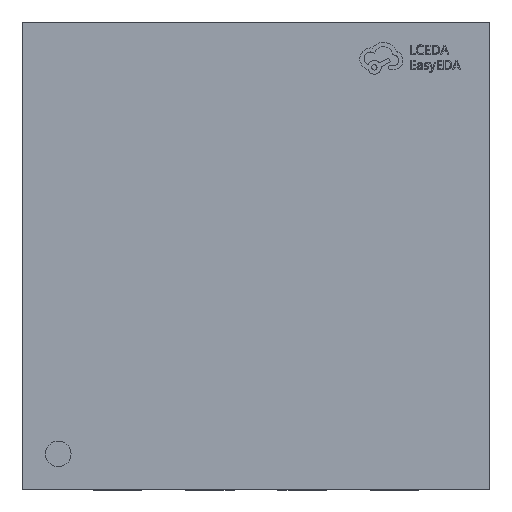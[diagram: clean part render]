
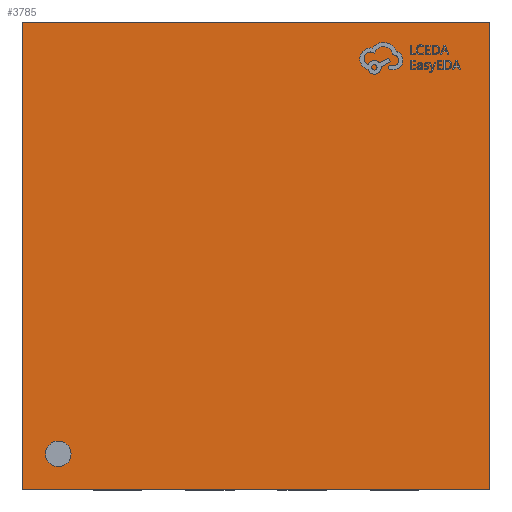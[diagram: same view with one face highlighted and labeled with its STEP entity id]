
A CAD part, top view. The second image highlights one B-rep face of the part: STEP entity #3785.
In plain terms, the highlighted planar face has unit normal (0, 0, 1).
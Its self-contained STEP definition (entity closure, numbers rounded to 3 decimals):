
#41 = CARTESIAN_POINT ( 'NONE',  ( -1.65, 1.65, 1. ) ) ;
#208 = LINE ( 'NONE', #13117, #15805 ) ;
#442 = DIRECTION ( 'NONE',  ( 0., 0., 1. ) ) ;
#870 = CARTESIAN_POINT ( 'NONE',  ( 1.65, -1.65, 1. ) ) ;
#1007 = LINE ( 'NONE', #7320, #9108 ) ;
#1228 = DIRECTION ( 'NONE',  ( 1., 0., 0. ) ) ;
#1701 = VERTEX_POINT ( 'NONE', #870 ) ;
#1709 = CARTESIAN_POINT ( 'NONE',  ( -1.305, -1.398, 1. ) ) ;
#1868 = DIRECTION ( 'NONE',  ( 1., 0., 0. ) ) ;
#2519 = DIRECTION ( 'NONE',  ( 0., 0., -1. ) ) ;
#3221 = CARTESIAN_POINT ( 'NONE',  ( -1.65, -1.65, 1. ) ) ;
#3441 = ORIENTED_EDGE ( 'NONE', *, *, #15539, .F. ) ;
#3523 = ORIENTED_EDGE ( 'NONE', *, *, #4618, .T. ) ;
#3524 = FACE_OUTER_BOUND ( 'NONE', #11210, .T. ) ;
#3583 = DIRECTION ( 'NONE',  ( -1., 0., 0. ) ) ;
#3672 = DIRECTION ( 'NONE',  ( 0., -1., 0. ) ) ;
#3785 = ADVANCED_FACE ( 'NONE', ( #13522, #3524 ), #8606, .F. ) ;
#4523 = CIRCLE ( 'NONE', #13831, 0.09 ) ;
#4618 = EDGE_CURVE ( 'NONE', #6337, #5318, #1007, .T. ) ;
#5273 = DIRECTION ( 'NONE',  ( -1., 0., 0. ) ) ;
#5318 = VERTEX_POINT ( 'NONE', #41 ) ;
#5608 = AXIS2_PLACEMENT_3D ( 'NONE', #12758, #2519, #5273 ) ;
#5813 = VECTOR ( 'NONE', #9293, 1000. ) ;
#6231 = VERTEX_POINT ( 'NONE', #1709 ) ;
#6337 = VERTEX_POINT ( 'NONE', #16129 ) ;
#6931 = EDGE_CURVE ( 'NONE', #7783, #1701, #14638, .T. ) ;
#7098 = EDGE_CURVE ( 'NONE', #8410, #6231, #11601, .T. ) ;
#7181 = ORIENTED_EDGE ( 'NONE', *, *, #8329, .T. ) ;
#7320 = CARTESIAN_POINT ( 'NONE',  ( -1.65, 1.65, 1. ) ) ;
#7783 = VERTEX_POINT ( 'NONE', #3221 ) ;
#8329 = EDGE_CURVE ( 'NONE', #1701, #6337, #208, .T. ) ;
#8354 = CARTESIAN_POINT ( 'NONE',  ( -1.395, -1.398, 1. ) ) ;
#8410 = VERTEX_POINT ( 'NONE', #13289 ) ;
#8606 = PLANE ( 'NONE',  #5608 ) ;
#8966 = CARTESIAN_POINT ( 'NONE',  ( -1.395, -1.398, 1. ) ) ;
#9108 = VECTOR ( 'NONE', #3583, 1000. ) ;
#9293 = DIRECTION ( 'NONE',  ( 1., 0., 0. ) ) ;
#9692 = CARTESIAN_POINT ( 'NONE',  ( -1.65, -1.65, 1. ) ) ;
#9925 = ORIENTED_EDGE ( 'NONE', *, *, #7098, .F. ) ;
#11133 = EDGE_LOOP ( 'NONE', ( #3441, #9925 ) ) ;
#11210 = EDGE_LOOP ( 'NONE', ( #7181, #3523, #12327, #15313 ) ) ;
#11334 = AXIS2_PLACEMENT_3D ( 'NONE', #8354, #442, #1868 ) ;
#11601 = CIRCLE ( 'NONE', #11334, 0.09 ) ;
#12327 = ORIENTED_EDGE ( 'NONE', *, *, #14019, .T. ) ;
#12619 = DIRECTION ( 'NONE',  ( 0., 0., 1. ) ) ;
#12758 = CARTESIAN_POINT ( 'NONE',  ( 0., 0., 1. ) ) ;
#13117 = CARTESIAN_POINT ( 'NONE',  ( 1.65, -1.65, 1. ) ) ;
#13289 = CARTESIAN_POINT ( 'NONE',  ( -1.486, -1.398, 1. ) ) ;
#13434 = LINE ( 'NONE', #9692, #14877 ) ;
#13522 = FACE_BOUND ( 'NONE', #11133, .T. ) ;
#13831 = AXIS2_PLACEMENT_3D ( 'NONE', #8966, #12619, #1228 ) ;
#14019 = EDGE_CURVE ( 'NONE', #5318, #7783, #13434, .T. ) ;
#14299 = DIRECTION ( 'NONE',  ( 0., 1., 0. ) ) ;
#14638 = LINE ( 'NONE', #15989, #5813 ) ;
#14877 = VECTOR ( 'NONE', #3672, 1000. ) ;
#15313 = ORIENTED_EDGE ( 'NONE', *, *, #6931, .T. ) ;
#15539 = EDGE_CURVE ( 'NONE', #6231, #8410, #4523, .T. ) ;
#15805 = VECTOR ( 'NONE', #14299, 1000. ) ;
#15989 = CARTESIAN_POINT ( 'NONE',  ( -1.65, -1.65, 1. ) ) ;
#16129 = CARTESIAN_POINT ( 'NONE',  ( 1.65, 1.65, 1. ) ) ;
